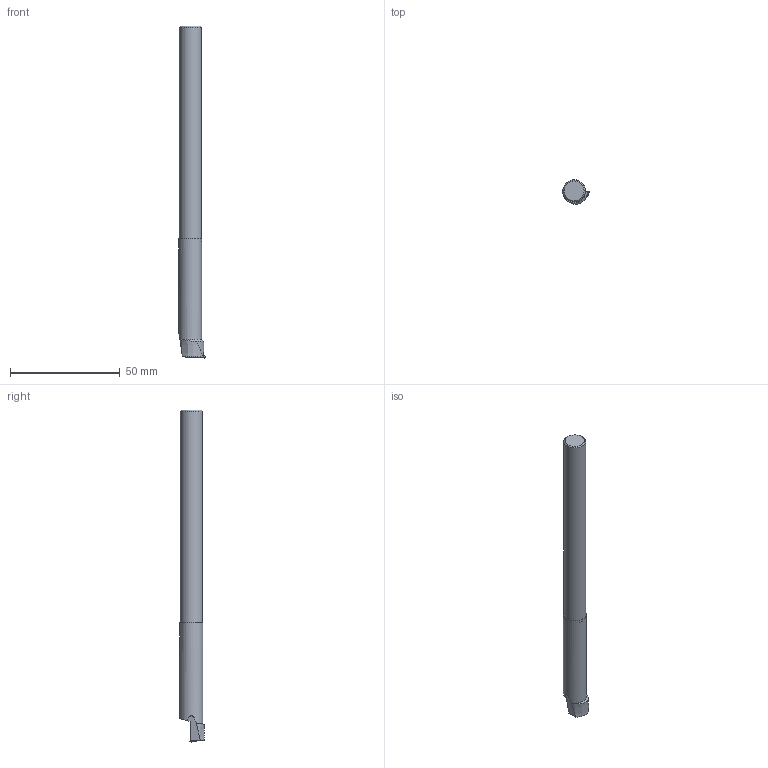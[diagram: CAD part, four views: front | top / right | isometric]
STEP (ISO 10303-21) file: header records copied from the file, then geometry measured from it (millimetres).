
FILE_DESCRIPTION(/* description */ (''),/* implementation_level */ '2;1');
FILE_NAME(/* name */ '1545388619641.stp',/* time_stamp */ '2018-12-21T11:37:12+01:00',/* author */ (''),/* organization */ ('SMS'),/* preprocessor_version */ 'ST-DEVELOPER v15',/* originating_system */ 'SIEMENS PLM Software NX 8.5',/* authorisation */ '');
FILE_SCHEMA (('AUTOMOTIVE_DESIGN { 1 0 10303 214 3 1 1 1 }'));
Length unit declared in the file: millimetre
Products named in the file (4): ASSEMBLY_CONSTRUCTION; IsoTurningInsert; 202039684mod000_00; 202039690mod000_00
Assembly tree (3 placements, depth 2):
  202039690mod000_00
    202039684mod000_00
    IsoTurningInsert
    ASSEMBLY_CONSTRUCTION
Bounding box: 12.1 x 11.08 x 151.25 mm (x, y, z)
Volume: 10371.1 mm3; surface area: 6135.2 mm2
Topology: 2 solids, 3 shells, 39 faces, 94 edges, 67 vertices
Faces by surface type: plane 21, cone 9, cylinder 6, torus 2, extrusion 1
Full cylindrical faces by diameter (mm): 2.5 x1, 7.55 x1, 8.4 x1, 10 x1, 10.45 x1
Entity records: 1241 total; most frequent: CARTESIAN_POINT 251, DIRECTION 190, ORIENTED_EDGE 144, AXIS2_PLACEMENT_3D 77, EDGE_CURVE 72, EDGE_LOOP 55, VERTEX_POINT 53, ADVANCED_FACE 39
